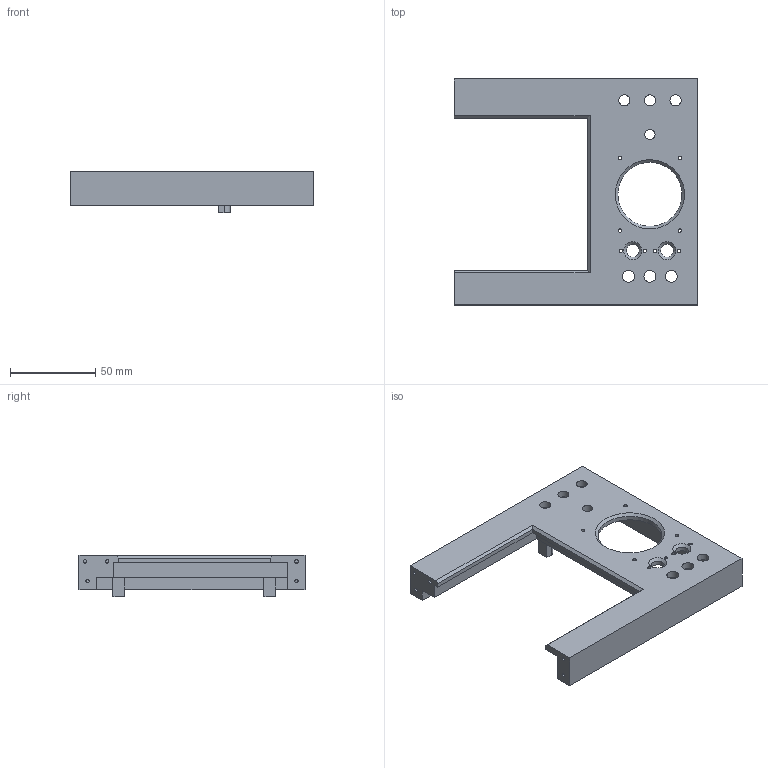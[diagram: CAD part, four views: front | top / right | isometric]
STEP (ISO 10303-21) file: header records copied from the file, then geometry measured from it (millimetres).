
FILE_DESCRIPTION(('FreeCAD Model'),'2;1');
FILE_NAME('Open CASCADE Shape Model','2025-12-27T10:05:52',(''),(''), 'Open CASCADE STEP processor 7.8','FreeCAD','Unknown');
FILE_SCHEMA(('AUTOMOTIVE_DESIGN { 1 0 10303 214 1 1 1 1 }'));
Length unit declared in the file: millimetre
Products named in the file (1): MultipartCutPocket
Bounding box: 142.5 x 132.25 x 24 mm (x, y, z)
Volume: 79481.4 mm3; surface area: 45765.2 mm2
Topology: 1 solids, 1 shells, 110 faces, 312 edges, 200 vertices
Faces by surface type: plane 64, cylinder 43, cone 3
Full cylindrical faces by diameter (mm): 2 x13, 3 x12, 6 x1, 6.5 x3, 7 x3, 7.5 x2, 37.5 x1
Entity records: 4183 total; most frequent: CARTESIAN_POINT 1166, DIRECTION 613, ORIENTED_EDGE 612, EDGE_CURVE 306, AXIS2_PLACEMENT_3D 210, VERTEX_POINT 197, LINE 193, VECTOR 193
